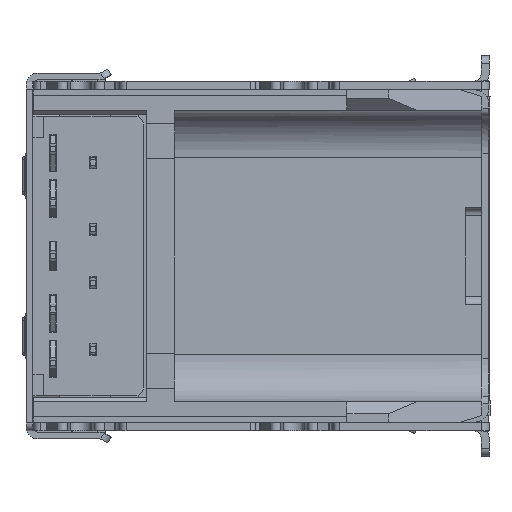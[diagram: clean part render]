
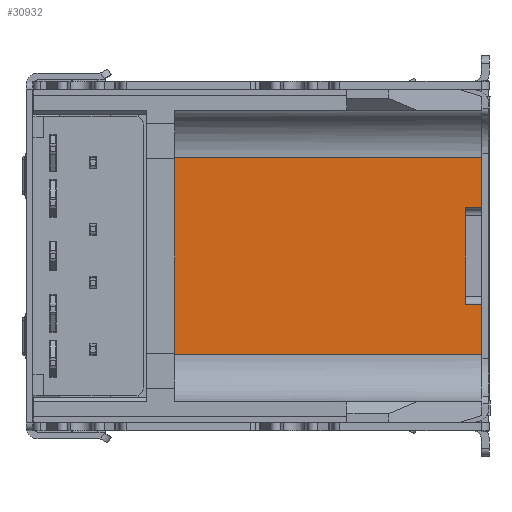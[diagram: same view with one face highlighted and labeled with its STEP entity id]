
A CAD part, front view. The second image highlights one B-rep face of the part: STEP entity #30932.
In plain terms, the highlighted planar face has unit normal (0, -1, 0).
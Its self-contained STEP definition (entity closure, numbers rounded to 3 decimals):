
#2575=DIRECTION('',(1.,0.,0.));
#2576=VECTOR('',#2575,11.5);
#2577=CARTESIAN_POINT('',(-3.343,-1.968,20.79));
#2578=LINE('',#2577,#2576);
#2583=DIRECTION('',(0.,0.,-1.));
#2584=VECTOR('',#2583,1.88);
#2585=CARTESIAN_POINT('',(8.157,-1.968,15.31));
#2586=LINE('',#2585,#2584);
#2587=DIRECTION('',(0.,0.,1.));
#2588=VECTOR('',#2587,7.36);
#2589=CARTESIAN_POINT('',(-3.343,-1.968,13.43));
#2590=LINE('',#2589,#2588);
#2591=DIRECTION('',(0.,0.,-1.));
#2592=VECTOR('',#2591,1.88);
#2593=CARTESIAN_POINT('',(8.157,-1.968,20.79));
#2594=LINE('',#2593,#2592);
#2604=DIRECTION('',(-1.,0.,0.));
#2605=VECTOR('',#2604,11.5);
#2606=CARTESIAN_POINT('',(8.157,-1.968,13.43));
#2607=LINE('',#2606,#2605);
#2760=DIRECTION('',(1.,0.,0.));
#2761=VECTOR('',#2760,0.6);
#2762=CARTESIAN_POINT('',(7.557,-1.968,18.91));
#2763=LINE('',#2762,#2761);
#2806=DIRECTION('',(-1.,0.,0.));
#2807=VECTOR('',#2806,0.6);
#2808=CARTESIAN_POINT('',(8.157,-1.968,15.31));
#2809=LINE('',#2808,#2807);
#2814=DIRECTION('',(0.,0.,1.));
#2815=VECTOR('',#2814,3.6);
#2816=CARTESIAN_POINT('',(7.557,-1.968,15.31));
#2817=LINE('',#2816,#2815);
#24684=CARTESIAN_POINT('',(8.157,-1.968,15.31));
#24685=CARTESIAN_POINT('',(8.157,-1.968,13.43));
#24686=VERTEX_POINT('',#24684);
#24687=VERTEX_POINT('',#24685);
#24688=CARTESIAN_POINT('',(8.157,-1.968,20.79));
#24689=CARTESIAN_POINT('',(8.157,-1.968,18.91));
#24690=VERTEX_POINT('',#24688);
#24691=VERTEX_POINT('',#24689);
#24850=CARTESIAN_POINT('',(-3.343,-1.968,13.43));
#24851=VERTEX_POINT('',#24850);
#24852=CARTESIAN_POINT('',(-3.343,-1.968,20.79));
#24853=VERTEX_POINT('',#24852);
#24858=CARTESIAN_POINT('',(7.557,-1.968,15.31));
#24859=VERTEX_POINT('',#24858);
#24860=CARTESIAN_POINT('',(7.557,-1.968,18.91));
#24861=VERTEX_POINT('',#24860);
#30913=CARTESIAN_POINT('',(2.407,-1.968,17.11));
#30914=DIRECTION('',(0.,1.,0.));
#30915=DIRECTION('',(0.,0.,1.));
#30916=AXIS2_PLACEMENT_3D('',#30913,#30914,#30915);
#30917=PLANE('',#30916);
#30918=ORIENTED_EDGE('',*,*,#28985,.T.);
#30920=ORIENTED_EDGE('',*,*,#30919,.T.);
#30921=ORIENTED_EDGE('',*,*,#30773,.T.);
#30922=ORIENTED_EDGE('',*,*,#30905,.T.);
#30923=ORIENTED_EDGE('',*,*,#29003,.T.);
#30925=ORIENTED_EDGE('',*,*,#30924,.F.);
#30927=ORIENTED_EDGE('',*,*,#30926,.F.);
#30929=ORIENTED_EDGE('',*,*,#30928,.F.);
#30930=EDGE_LOOP('',(#30918,#30920,#30921,#30922,#30923,#30925,#30927,#30929));
#30931=FACE_OUTER_BOUND('',#30930,.F.);
#30932=ADVANCED_FACE('',(#30931),#30917,.F.);
#28985=EDGE_CURVE('',#24686,#24687,#2586,.T.);
#29003=EDGE_CURVE('',#24690,#24691,#2594,.T.);
#30773=EDGE_CURVE('',#24851,#24853,#2590,.T.);
#30905=EDGE_CURVE('',#24853,#24690,#2578,.T.);
#30919=EDGE_CURVE('',#24687,#24851,#2607,.T.);
#30924=EDGE_CURVE('',#24861,#24691,#2763,.T.);
#30926=EDGE_CURVE('',#24859,#24861,#2817,.T.);
#30928=EDGE_CURVE('',#24686,#24859,#2809,.T.);
